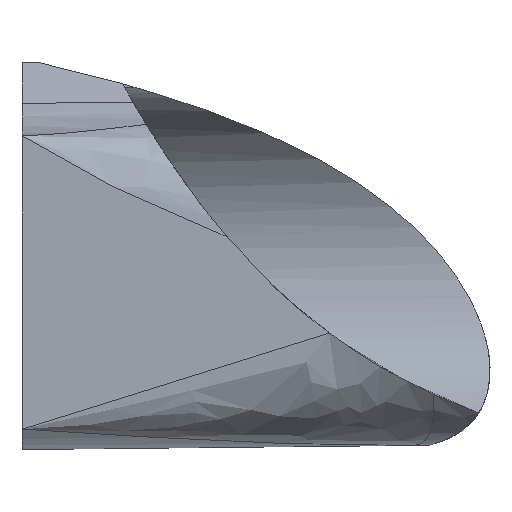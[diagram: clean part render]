
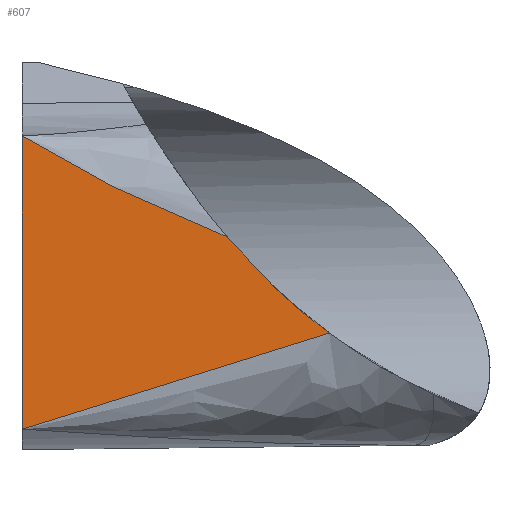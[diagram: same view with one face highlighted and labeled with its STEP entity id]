
A CAD part, left-side view. The second image highlights one B-rep face of the part: STEP entity #607.
In plain terms, the highlighted planar face has unit normal (-1, 0, 0).
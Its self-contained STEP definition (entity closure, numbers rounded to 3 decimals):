
#60=FACE_OUTER_BOUND('',#93,.T.);
#93=EDGE_LOOP('',(#456,#457,#458,#459));
#122=B_SPLINE_CURVE_WITH_KNOTS('',3,(#874,#875,#876,#877,#878,#879),
 .UNSPECIFIED.,.F.,.F.,(4,2,4),(3.763,6.326,10.121),
 .UNSPECIFIED.);
#131=B_SPLINE_CURVE_WITH_KNOTS('',3,(#1027,#1028,#1029,#1030,#1031,#1032),
 .UNSPECIFIED.,.F.,.F.,(4,1,1,4),(0.905,5.026,7.773,
8.47),.UNSPECIFIED.);
#137=B_SPLINE_CURVE_WITH_KNOTS('',3,(#1141,#1142,#1143,#1144,#1145,#1146),
 .UNSPECIFIED.,.F.,.F.,(4,1,1,4),(-5.988,-3.842,-2.412,
-0.981),.UNSPECIFIED.);
#181=LINE('',#1193,#214);
#214=VECTOR('',#723,10.);
#239=VERTEX_POINT('',#862);
#240=VERTEX_POINT('',#873);
#249=VERTEX_POINT('',#958);
#250=VERTEX_POINT('',#1026);
#302=EDGE_CURVE('',#239,#240,#122,.T.);
#317=EDGE_CURVE('',#250,#240,#131,.T.);
#326=EDGE_CURVE('',#239,#249,#137,.T.);
#340=EDGE_CURVE('',#250,#249,#181,.T.);
#456=ORIENTED_EDGE('',*,*,#302,.F.);
#457=ORIENTED_EDGE('',*,*,#326,.T.);
#458=ORIENTED_EDGE('',*,*,#340,.F.);
#459=ORIENTED_EDGE('',*,*,#317,.T.);
#584=PLANE('',#655);
#607=ADVANCED_FACE('',(#60),#584,.F.);
#655=AXIS2_PLACEMENT_3D('',#1192,#721,#722);
#721=DIRECTION('center_axis',(1.,0.,0.));
#722=DIRECTION('ref_axis',(0.,1.,-0.011));
#723=DIRECTION('',(0.,0.,1.));
#862=CARTESIAN_POINT('',(-100.,-276.337,7.45));
#873=CARTESIAN_POINT('',(-100.,-301.401,-16.176));
#874=CARTESIAN_POINT('Ctrl Pts',(-100.,-276.337,7.45));
#875=CARTESIAN_POINT('Ctrl Pts',(-100.,-280.184,2.946));
#876=CARTESIAN_POINT('Ctrl Pts',(-100.,-283.724,-0.751));
#877=CARTESIAN_POINT('Ctrl Pts',(-100.,-291.519,-8.321));
#878=CARTESIAN_POINT('Ctrl Pts',(-100.,-296.343,-12.431));
#879=CARTESIAN_POINT('Ctrl Pts',(-100.,-301.401,-16.176));
#958=CARTESIAN_POINT('',(-100.,-226.,32.212));
#1026=CARTESIAN_POINT('',(-100.,-226.,-39.792));
#1027=CARTESIAN_POINT('Ctrl Pts',(-100.,-226.,-39.792));
#1028=CARTESIAN_POINT('Ctrl Pts',(-100.,-239.696,-35.897));
#1029=CARTESIAN_POINT('Ctrl Pts',(-100.,-262.52,-29.118));
#1030=CARTESIAN_POINT('Ctrl Pts',(-100.,-287.65,-20.926));
#1031=CARTESIAN_POINT('Ctrl Pts',(-100.,-299.088,-16.983));
#1032=CARTESIAN_POINT('Ctrl Pts',(-100.,-301.401,-16.176));
#1141=CARTESIAN_POINT('Ctrl Pts',(-100.,-276.337,7.45));
#1142=CARTESIAN_POINT('Ctrl Pts',(-100.,-269.153,10.319));
#1143=CARTESIAN_POINT('Ctrl Pts',(-100.,-257.177,15.407));
#1144=CARTESIAN_POINT('Ctrl Pts',(-100.,-240.398,23.664));
#1145=CARTESIAN_POINT('Ctrl Pts',(-100.,-230.801,29.147));
#1146=CARTESIAN_POINT('Ctrl Pts',(-100.,-226.,32.212));
#1192=CARTESIAN_POINT('Origin',(-100.,-283.363,2.329));
#1193=CARTESIAN_POINT('',(-100.,-226.,-44.792));
